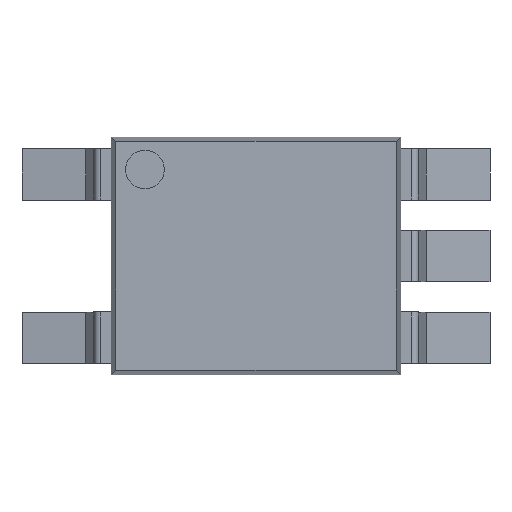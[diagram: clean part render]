
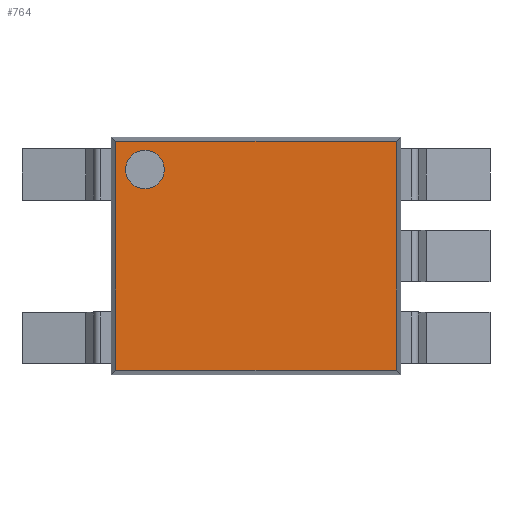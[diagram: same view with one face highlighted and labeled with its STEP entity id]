
A CAD part, top view. The second image highlights one B-rep face of the part: STEP entity #764.
In plain terms, the highlighted planar face has unit normal (0, 0, 1).
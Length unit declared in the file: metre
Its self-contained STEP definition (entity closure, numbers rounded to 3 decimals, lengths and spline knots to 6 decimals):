
#328 = EDGE_CURVE( '', #907, #907, #908, .T. );
#434 = EDGE_CURVE( '', #1080, #1081, #1082, .T. );
#482 = EDGE_CURVE( '', #1081, #1153, #1154, .T. );
#562 = EDGE_CURVE( '', #1153, #926, #1260, .T. );
#624 = EDGE_CURVE( '', #926, #1080, #1336, .T. );
#764 = ADVANCED_FACE( '', ( #1499, #1500 ), #1501, .T. );
#907 = VERTEX_POINT( '', #1670 );
#908 = CIRCLE( '', #1671, 0.0003 );
#926 = VERTEX_POINT( '', #1694 );
#1080 = VERTEX_POINT( '', #1910 );
#1081 = VERTEX_POINT( '', #1911 );
#1082 = LINE( '', #1912, #1913 );
#1153 = VERTEX_POINT( '', #2018 );
#1154 = LINE( '', #2019, #2020 );
#1260 = LINE( '', #2180, #2181 );
#1336 = LINE( '', #2293, #2294 );
#1499 = FACE_BOUND( '', #2552, .T. );
#1500 = FACE_OUTER_BOUND( '', #2553, .T. );
#1501 = PLANE( '', #2554 );
#1670 = CARTESIAN_POINT( '', ( -0.001428, 0.001343, 0.002289 ) );
#1671 = AXIS2_PLACEMENT_3D( '', #2722, #2723, #2724 );
#1694 = CARTESIAN_POINT( '', ( -0.00218, -0.00178, 0.002289 ) );
#1910 = CARTESIAN_POINT( '', ( 0.00218, -0.00178, 0.002289 ) );
#1911 = CARTESIAN_POINT( '', ( 0.00218, 0.00178, 0.002289 ) );
#1912 = CARTESIAN_POINT( '', ( 0.00218, 0.00185, 0.002289 ) );
#1913 = VECTOR( '', #2929, 1. );
#2018 = CARTESIAN_POINT( '', ( -0.00218, 0.00178, 0.002289 ) );
#2019 = CARTESIAN_POINT( '', ( -0.00225, 0.00178, 0.002289 ) );
#2020 = VECTOR( '', #2994, 1. );
#2180 = CARTESIAN_POINT( '', ( -0.00218, 0.00185, 0.002289 ) );
#2181 = VECTOR( '', #3130, 1. );
#2293 = CARTESIAN_POINT( '', ( -0.00225, -0.00178, 0.002289 ) );
#2294 = VECTOR( '', #3274, 1. );
#2552 = EDGE_LOOP( '', ( #3491 ) );
#2553 = EDGE_LOOP( '', ( #3492, #3493, #3494, #3495 ) );
#2554 = AXIS2_PLACEMENT_3D( '', #3496, #3497, #3498 );
#2722 = CARTESIAN_POINT( '', ( -0.001728, 0.001343, 0.002289 ) );
#2723 = DIRECTION( '', ( 0., 0., 1. ) );
#2724 = DIRECTION( '', ( 1., 0., 0. ) );
#2929 = DIRECTION( '', ( 0., 1., 0. ) );
#2994 = DIRECTION( '', ( -1., 0., 0. ) );
#3130 = DIRECTION( '', ( 0., -1., 0. ) );
#3274 = DIRECTION( '', ( 1., 0., 0. ) );
#3491 = ORIENTED_EDGE( '', *, *, #328, .F. );
#3492 = ORIENTED_EDGE( '', *, *, #562, .T. );
#3493 = ORIENTED_EDGE( '', *, *, #624, .T. );
#3494 = ORIENTED_EDGE( '', *, *, #434, .T. );
#3495 = ORIENTED_EDGE( '', *, *, #482, .T. );
#3496 = CARTESIAN_POINT( '', ( -0.00225, -0.00185, 0.002289 ) );
#3497 = DIRECTION( '', ( 0., 0., 1. ) );
#3498 = DIRECTION( '', ( 1., 0., 0. ) );
